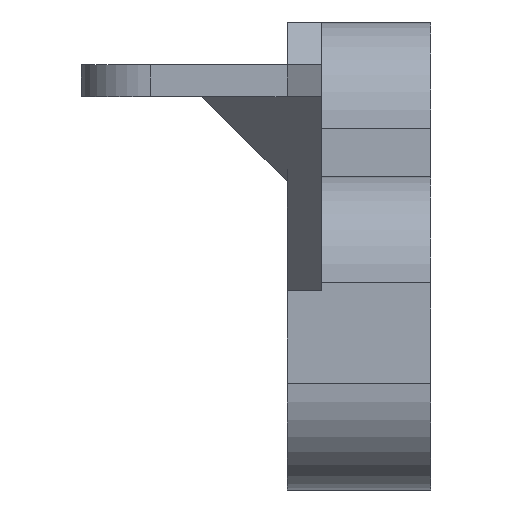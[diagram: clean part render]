
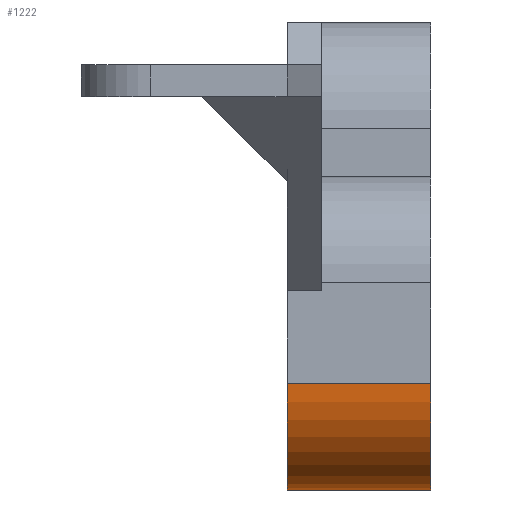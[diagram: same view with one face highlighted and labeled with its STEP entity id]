
A CAD part, front view. The second image highlights one B-rep face of the part: STEP entity #1222.
In plain terms, the highlighted cylindrical face has radius 5 mm (diameter 10 mm), a partial arc.
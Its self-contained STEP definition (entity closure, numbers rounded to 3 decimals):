
#49=CYLINDRICAL_SURFACE('',#1347,5.);
#64=CIRCLE('',#1249,5.);
#107=CIRCLE('',#1348,5.);
#166=FACE_OUTER_BOUND('',#237,.T.);
#237=EDGE_LOOP('',(#1093,#1094,#1095,#1096));
#349=LINE('',#2021,#474);
#363=LINE('',#2057,#488);
#474=VECTOR('',#1653,10.);
#488=VECTOR('',#1693,10.);
#506=VERTEX_POINT('',#1748);
#507=VERTEX_POINT('',#1750);
#596=VERTEX_POINT('',#2020);
#605=VERTEX_POINT('',#2056);
#622=EDGE_CURVE('',#506,#507,#64,.T.);
#756=EDGE_CURVE('',#596,#507,#349,.T.);
#774=EDGE_CURVE('',#605,#506,#363,.T.);
#775=EDGE_CURVE('',#596,#605,#107,.T.);
#1093=ORIENTED_EDGE('',*,*,#774,.F.);
#1094=ORIENTED_EDGE('',*,*,#775,.F.);
#1095=ORIENTED_EDGE('',*,*,#756,.T.);
#1096=ORIENTED_EDGE('',*,*,#622,.F.);
#1222=ADVANCED_FACE('',(#166),#49,.T.);
#1249=AXIS2_PLACEMENT_3D('',#1751,#1386,#1387);
#1347=AXIS2_PLACEMENT_3D('',#2055,#1691,#1692);
#1348=AXIS2_PLACEMENT_3D('',#2058,#1694,#1695);
#1386=DIRECTION('center_axis',(-1.,0.,0.));
#1387=DIRECTION('ref_axis',(0.,-1.,0.));
#1653=DIRECTION('',(-1.,0.,0.));
#1691=DIRECTION('center_axis',(-1.,0.,0.));
#1692=DIRECTION('ref_axis',(0.,-1.,0.));
#1693=DIRECTION('',(-1.,0.,0.));
#1694=DIRECTION('center_axis',(1.,0.,0.));
#1695=DIRECTION('ref_axis',(0.,-1.,0.));
#1748=CARTESIAN_POINT('',(223.165,66.365,-19.96));
#1750=CARTESIAN_POINT('',(223.165,61.365,-14.96));
#1751=CARTESIAN_POINT('Origin',(223.165,66.365,-14.96));
#2020=CARTESIAN_POINT('',(229.915,61.365,-14.96));
#2021=CARTESIAN_POINT('',(229.915,61.365,-14.96));
#2055=CARTESIAN_POINT('Origin',(229.915,66.365,-14.96));
#2056=CARTESIAN_POINT('',(229.915,66.365,-19.96));
#2057=CARTESIAN_POINT('',(229.915,66.365,-19.96));
#2058=CARTESIAN_POINT('Origin',(229.915,66.365,-14.96));
